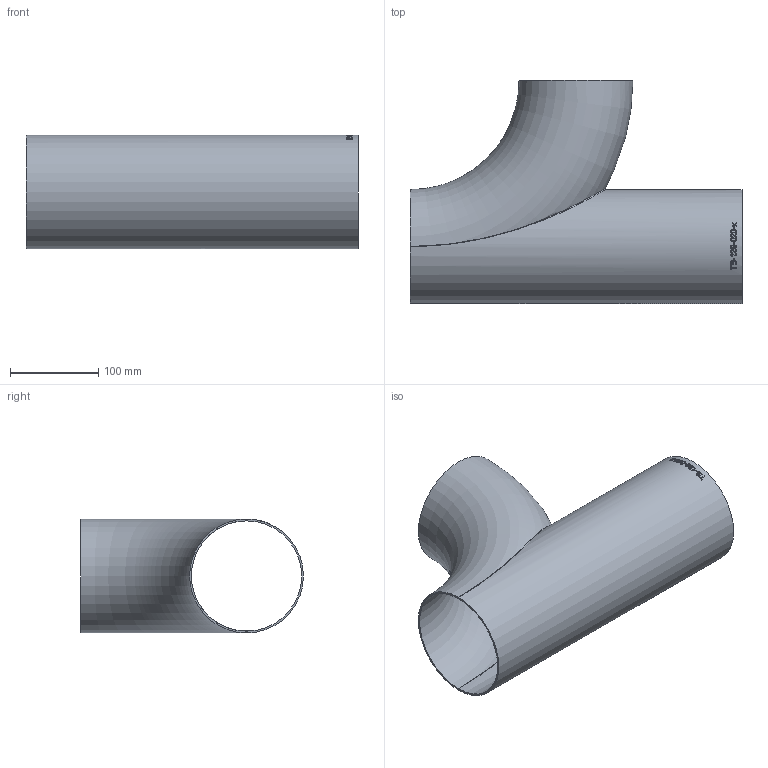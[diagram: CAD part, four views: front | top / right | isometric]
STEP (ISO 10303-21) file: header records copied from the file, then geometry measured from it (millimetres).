
FILE_DESCRIPTION (( 'STEP AP214' ), '1' );
FILE_NAME ('TB-129-020-x T-Bogen 2005.STEP', '2020-05-18T13:45:12', ( '' ), ( '' ), 'SwSTEP 2.0', 'SolidWorks 2019', '' );
FILE_SCHEMA (( 'AUTOMOTIVE_DESIGN' ));
Length unit declared in the file: millimetre
Products named in the file (1): TB-129-020-x T-Bogen 2005
Bounding box: 376 x 252.5 x 129 mm (x, y, z)
Volume: 393409.4 mm3; surface area: 394247.6 mm2
Topology: 1 solids, 1 shells, 152 faces, 398 edges, 259 vertices
Faces by surface type: bspline 83, plane 47, cylinder 20, torus 2
Full cylindrical faces by diameter (mm): 125 x1, 129 x1
Entity records: 23678 total; most frequent: CARTESIAN_POINT 19255, ORIENTED_EDGE 750, EDGE_CURVE 375, DIRECTION 328, VERTEX_POINT 250, B_SPLINE_CURVE_WITH_KNOTS 245, EDGE_LOOP 171, FACE_OUTER_BOUND 151
